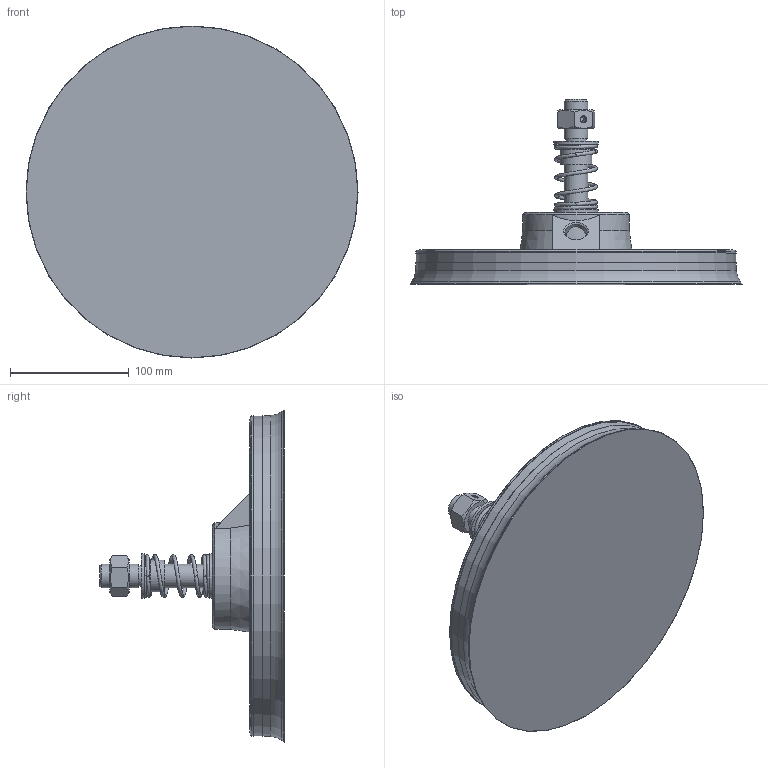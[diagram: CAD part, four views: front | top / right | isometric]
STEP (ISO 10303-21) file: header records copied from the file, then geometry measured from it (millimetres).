
FILE_DESCRIPTION(/* description */ (''),/* implementation_level */ '2;1');
FILE_NAME(/* name */ 'vpdm30270sb.stp',/* time_stamp */ '2020-11-24T12:57:15+01:00',/* author */ ('enginyeria'),/* organization */ (''),/* preprocessor_version */ 'ST-DEVELOPER v17.2',/* originating_system */ 'Autodesk Inventor 2019',/* authorisation */ '');
FILE_SCHEMA (('CONFIG_CONTROL_DESIGN'));
Length unit declared in the file: millimetre
Products named in the file (1): vpdm30270sb
Bounding box: 279.48 x 155.51 x 279.48 mm (x, y, z)
Volume: 1938467 mm3; surface area: 169393 mm2
Topology: 1 solids, 1 shells, 69 faces, 177 edges, 127 vertices
Faces by surface type: plane 29, cylinder 14, cone 12, bspline 11, torus 3
Full cylindrical faces by diameter (mm): 4.917 x1, 16.933 x1, 18.631 x1, 20 x3, 26.667 x1, 27.5 x2, 37.5 x2, 90 x1, 268.8 x1, 270 x1
Entity records: 4862 total; most frequent: CARTESIAN_POINT 3026, DIRECTION 357, ORIENTED_EDGE 354, EDGE_CURVE 177, AXIS2_PLACEMENT_3D 159, VERTEX_POINT 127, CIRCLE 99, EDGE_LOOP 86
